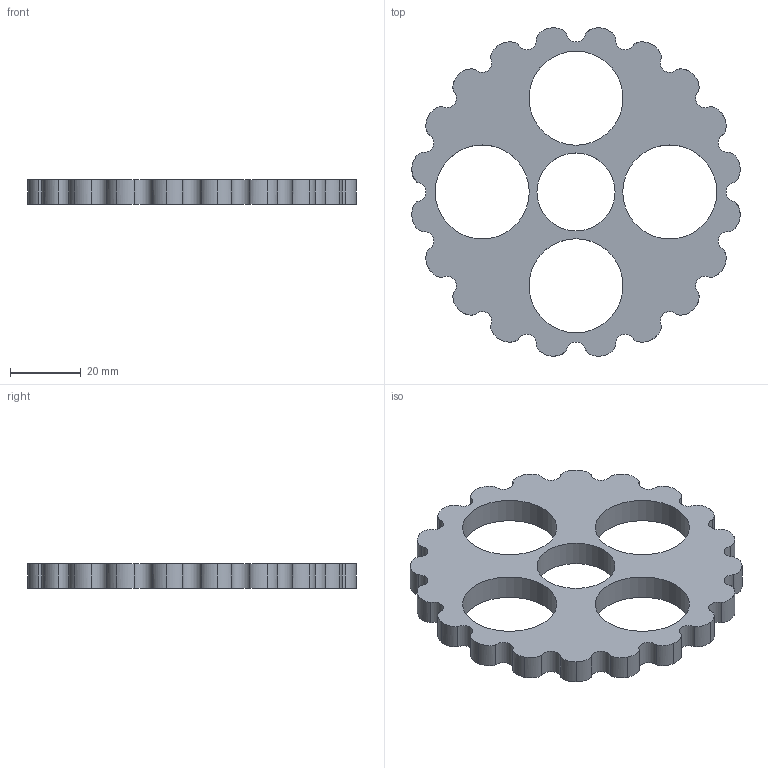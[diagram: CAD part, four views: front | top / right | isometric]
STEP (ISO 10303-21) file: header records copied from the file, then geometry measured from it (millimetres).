
FILE_DESCRIPTION(/* description */ (''),/* implementation_level */ '2;1');
FILE_NAME(/* name */ 'disk v1.step',/* time_stamp */ '2021-10-26T13:29:58-05:00',/* author */ (''),/* organization */ (''),/* preprocessor_version */ 'ST-DEVELOPER v18.1',/* originating_system */ 'Autodesk Translation Framework v10.10.0.1391',/* authorisation */ '');
FILE_SCHEMA (('AUTOMOTIVE_DESIGN { 1 0 10303 214 3 1 1 }'));
Length unit declared in the file: millimetre
Products named in the file (1): disk
Bounding box: 92.59 x 92.59 x 7 mm (x, y, z)
Volume: 26401.3 mm3; surface area: 12867.9 mm2
Topology: 1 solids, 1 shells, 67 faces, 195 edges, 130 vertices
Faces by surface type: bspline 40, cylinder 25, plane 2
Full cylindrical faces by diameter (mm): 22 x1, 26.5 x4
Entity records: 5632 total; most frequent: CARTESIAN_POINT 4033, ORIENTED_EDGE 390, DIRECTION 221, EDGE_CURVE 195, VERTEX_POINT 130, B_SPLINE_CURVE_WITH_KNOTS 80, AXIS2_PLACEMENT_3D 78, EDGE_LOOP 77
